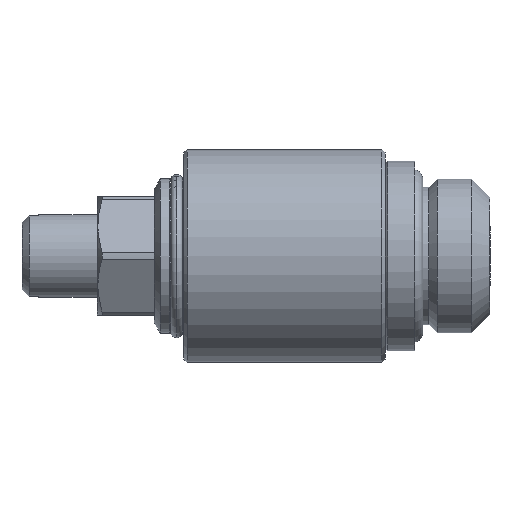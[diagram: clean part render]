
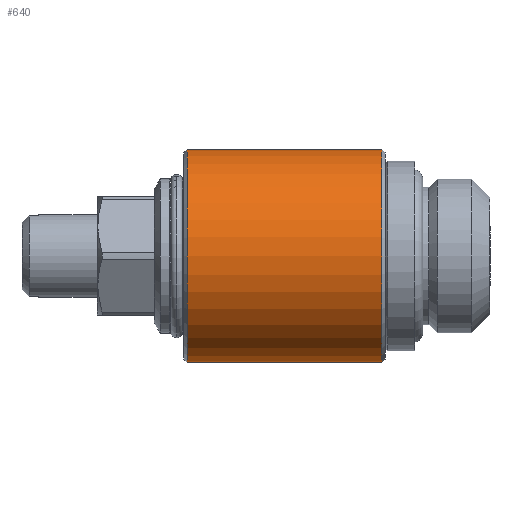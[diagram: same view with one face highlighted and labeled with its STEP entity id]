
A CAD part, left-side view. The second image highlights one B-rep face of the part: STEP entity #640.
In plain terms, the highlighted cylindrical face has radius 9 mm (diameter 18 mm), a partial arc.
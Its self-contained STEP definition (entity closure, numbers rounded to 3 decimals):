
#216 = EDGE_CURVE ( 'NONE', #363, #341, #4007, .T. ) ;
#298 = EDGE_CURVE ( 'NONE', #334, #329, #1834, .T. ) ;
#329 = VERTEX_POINT ( 'NONE', #1981 ) ;
#334 = VERTEX_POINT ( 'NONE', #1976 ) ;
#341 = VERTEX_POINT ( 'NONE', #1959 ) ;
#363 = VERTEX_POINT ( 'NONE', #2293 ) ;
#378 = ORIENTED_EDGE ( 'NONE', *, *, #298, .T. ) ;
#379 = ORIENTED_EDGE ( 'NONE', *, *, #380, .F. ) ;
#380 = EDGE_CURVE ( 'NONE', #341, #329, #2581, .T. ) ;
#394 = ORIENTED_EDGE ( 'NONE', *, *, #395, .T. ) ;
#395 = EDGE_CURVE ( 'NONE', #363, #334, #2250, .T. ) ;
#421 = ORIENTED_EDGE ( 'NONE', *, *, #216, .F. ) ;
#640 = ADVANCED_FACE ( 'NONE', ( #2975 ), #3044, .T. ) ;
#641 = EDGE_LOOP ( 'NONE', ( #421, #394, #378, #379 ) ) ;
#1831 = DIRECTION ( 'NONE',  ( 0., -1., 0. ) ) ;
#1832 = VECTOR ( 'NONE', #1831, 1000. ) ;
#1833 = CARTESIAN_POINT ( 'NONE',  ( 0., 7.819, -9. ) ) ;
#1834 = LINE ( 'NONE', #1833, #1832 ) ;
#1959 = CARTESIAN_POINT ( 'NONE',  ( 0., 9.5, 9. ) ) ;
#1976 = CARTESIAN_POINT ( 'NONE',  ( 0., 25.9, -9. ) ) ;
#1981 = CARTESIAN_POINT ( 'NONE',  ( 0., 9.5, -9. ) ) ;
#2064 = DIRECTION ( 'NONE',  ( 0., 0., -1. ) ) ;
#2065 = DIRECTION ( 'NONE',  ( 0., -1., 0. ) ) ;
#2066 = CARTESIAN_POINT ( 'NONE',  ( 0., 25.9, 0. ) ) ;
#2067 = AXIS2_PLACEMENT_3D ( 'NONE', #2066, #2065, #2064 ) ;
#2250 = CIRCLE ( 'NONE', #2067, 9. ) ;
#2293 = CARTESIAN_POINT ( 'NONE',  ( 0., 25.9, 9. ) ) ;
#2577 = DIRECTION ( 'NONE',  ( 0., 0., -1. ) ) ;
#2578 = DIRECTION ( 'NONE',  ( 0., -1., 0. ) ) ;
#2579 = CARTESIAN_POINT ( 'NONE',  ( 0., 9.5, 0. ) ) ;
#2580 = AXIS2_PLACEMENT_3D ( 'NONE', #2579, #2578, #2577 ) ;
#2581 = CIRCLE ( 'NONE', #2580, 9. ) ;
#2921 = DIRECTION ( 'NONE',  ( 0., 0., -1. ) ) ;
#2974 = DIRECTION ( 'NONE',  ( 0., -1., 0. ) ) ;
#2975 = FACE_OUTER_BOUND ( 'NONE', #641, .T. ) ;
#3044 = CYLINDRICAL_SURFACE ( 'NONE', #3046, 9. ) ;
#3045 = CARTESIAN_POINT ( 'NONE',  ( 0., 7.819, 0. ) ) ;
#3046 = AXIS2_PLACEMENT_3D ( 'NONE', #3045, #2974, #2921 ) ;
#4004 = DIRECTION ( 'NONE',  ( 0., -1., 0. ) ) ;
#4005 = VECTOR ( 'NONE', #4004, 1000. ) ;
#4006 = CARTESIAN_POINT ( 'NONE',  ( 0., 7.819, 9. ) ) ;
#4007 = LINE ( 'NONE', #4006, #4005 ) ;
